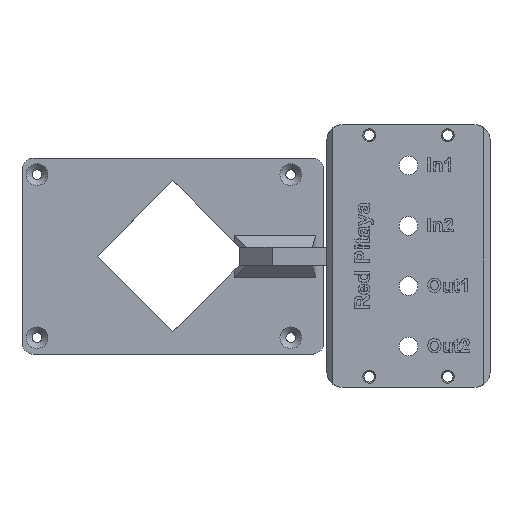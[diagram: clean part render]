
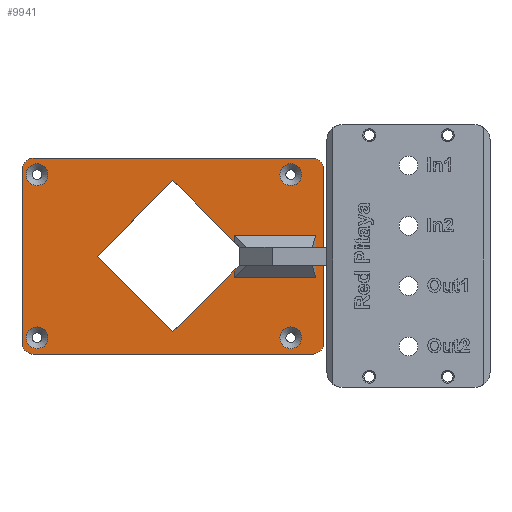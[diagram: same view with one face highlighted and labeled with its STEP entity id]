
A CAD part, top view. The second image highlights one B-rep face of the part: STEP entity #9941.
In plain terms, the highlighted planar face has unit normal (0, 0, 1).
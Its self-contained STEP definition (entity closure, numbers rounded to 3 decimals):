
#858=FACE_BOUND('',#1734,.T.);
#859=FACE_BOUND('',#1735,.T.);
#860=FACE_BOUND('',#1736,.T.);
#861=FACE_BOUND('',#1737,.T.);
#862=FACE_BOUND('',#1738,.T.);
#919=PLANE('',#10514);
#1176=FACE_OUTER_BOUND('',#1733,.T.);
#1733=EDGE_LOOP('',(#6852,#6853,#6854,#6855,#6856,#6857,#6858,#6859));
#1734=EDGE_LOOP('',(#6860));
#1735=EDGE_LOOP('',(#6861));
#1736=EDGE_LOOP('',(#6862,#6863,#6864,#6865,#6866,#6867,#6868,#6869,#6870));
#1737=EDGE_LOOP('',(#6871));
#1738=EDGE_LOOP('',(#6872));
#2351=LINE('',#12477,#3295);
#2352=LINE('',#12481,#3296);
#2353=LINE('',#12485,#3297);
#2354=LINE('',#12488,#3298);
#2355=LINE('',#12495,#3299);
#2356=LINE('',#12497,#3300);
#2357=LINE('',#12499,#3301);
#2358=LINE('',#12501,#3302);
#2359=LINE('',#12503,#3303);
#2360=LINE('',#12505,#3304);
#2361=LINE('',#12507,#3305);
#2362=LINE('',#12509,#3306);
#2363=LINE('',#12510,#3307);
#3295=VECTOR('',#10860,10.);
#3296=VECTOR('',#10863,10.);
#3297=VECTOR('',#10866,10.);
#3298=VECTOR('',#10869,10.);
#3299=VECTOR('',#10874,10.);
#3300=VECTOR('',#10875,10.);
#3301=VECTOR('',#10876,10.);
#3302=VECTOR('',#10877,10.);
#3303=VECTOR('',#10878,10.);
#3304=VECTOR('',#10879,10.);
#3305=VECTOR('',#10880,10.);
#3306=VECTOR('',#10881,10.);
#3307=VECTOR('',#10882,10.);
#4239=CIRCLE('',#10513,3.6);
#4240=CIRCLE('',#10515,4.);
#4241=CIRCLE('',#10516,4.);
#4242=CIRCLE('',#10517,4.);
#4243=CIRCLE('',#10518,4.);
#4244=CIRCLE('',#10519,3.6);
#4245=CIRCLE('',#10520,3.6);
#4246=CIRCLE('',#10521,3.6);
#4287=VERTEX_POINT('',#12469);
#4288=VERTEX_POINT('',#12473);
#4289=VERTEX_POINT('',#12474);
#4290=VERTEX_POINT('',#12476);
#4291=VERTEX_POINT('',#12478);
#4292=VERTEX_POINT('',#12480);
#4293=VERTEX_POINT('',#12482);
#4294=VERTEX_POINT('',#12484);
#4295=VERTEX_POINT('',#12486);
#4296=VERTEX_POINT('',#12489);
#4297=VERTEX_POINT('',#12491);
#4298=VERTEX_POINT('',#12493);
#4299=VERTEX_POINT('',#12494);
#4300=VERTEX_POINT('',#12496);
#4301=VERTEX_POINT('',#12498);
#4302=VERTEX_POINT('',#12500);
#4303=VERTEX_POINT('',#12502);
#4304=VERTEX_POINT('',#12504);
#4305=VERTEX_POINT('',#12506);
#4306=VERTEX_POINT('',#12508);
#4307=VERTEX_POINT('',#12511);
#5308=EDGE_CURVE('',#4287,#4287,#4239,.T.);
#5309=EDGE_CURVE('',#4288,#4289,#4240,.T.);
#5310=EDGE_CURVE('',#4288,#4290,#2351,.T.);
#5311=EDGE_CURVE('',#4291,#4290,#4241,.T.);
#5312=EDGE_CURVE('',#4291,#4292,#2352,.T.);
#5313=EDGE_CURVE('',#4293,#4292,#4242,.T.);
#5314=EDGE_CURVE('',#4293,#4294,#2353,.T.);
#5315=EDGE_CURVE('',#4295,#4294,#4243,.T.);
#5316=EDGE_CURVE('',#4295,#4289,#2354,.T.);
#5317=EDGE_CURVE('',#4296,#4296,#4244,.T.);
#5318=EDGE_CURVE('',#4297,#4297,#4245,.T.);
#5319=EDGE_CURVE('',#4298,#4299,#2355,.T.);
#5320=EDGE_CURVE('',#4300,#4299,#2356,.F.);
#5321=EDGE_CURVE('',#4300,#4301,#2357,.T.);
#5322=EDGE_CURVE('',#4301,#4302,#2358,.T.);
#5323=EDGE_CURVE('',#4302,#4303,#2359,.T.);
#5324=EDGE_CURVE('',#4303,#4304,#2360,.T.);
#5325=EDGE_CURVE('',#4305,#4304,#2361,.F.);
#5326=EDGE_CURVE('',#4305,#4306,#2362,.T.);
#5327=EDGE_CURVE('',#4298,#4306,#2363,.T.);
#5328=EDGE_CURVE('',#4307,#4307,#4246,.T.);
#6852=ORIENTED_EDGE('',*,*,#5309,.F.);
#6853=ORIENTED_EDGE('',*,*,#5310,.T.);
#6854=ORIENTED_EDGE('',*,*,#5311,.F.);
#6855=ORIENTED_EDGE('',*,*,#5312,.T.);
#6856=ORIENTED_EDGE('',*,*,#5313,.F.);
#6857=ORIENTED_EDGE('',*,*,#5314,.T.);
#6858=ORIENTED_EDGE('',*,*,#5315,.F.);
#6859=ORIENTED_EDGE('',*,*,#5316,.T.);
#6860=ORIENTED_EDGE('',*,*,#5317,.F.);
#6861=ORIENTED_EDGE('',*,*,#5318,.F.);
#6862=ORIENTED_EDGE('',*,*,#5319,.T.);
#6863=ORIENTED_EDGE('',*,*,#5320,.F.);
#6864=ORIENTED_EDGE('',*,*,#5321,.T.);
#6865=ORIENTED_EDGE('',*,*,#5322,.T.);
#6866=ORIENTED_EDGE('',*,*,#5323,.T.);
#6867=ORIENTED_EDGE('',*,*,#5324,.T.);
#6868=ORIENTED_EDGE('',*,*,#5325,.F.);
#6869=ORIENTED_EDGE('',*,*,#5326,.T.);
#6870=ORIENTED_EDGE('',*,*,#5327,.F.);
#6871=ORIENTED_EDGE('',*,*,#5328,.F.);
#6872=ORIENTED_EDGE('',*,*,#5308,.F.);
#9941=ADVANCED_FACE('',(#1176,#858,#859,#860,#861,#862),#919,.F.);
#10513=AXIS2_PLACEMENT_3D('',#12471,#10854,#10855);
#10514=AXIS2_PLACEMENT_3D('',#12472,#10856,#10857);
#10515=AXIS2_PLACEMENT_3D('',#12475,#10858,#10859);
#10516=AXIS2_PLACEMENT_3D('',#12479,#10861,#10862);
#10517=AXIS2_PLACEMENT_3D('',#12483,#10864,#10865);
#10518=AXIS2_PLACEMENT_3D('',#12487,#10867,#10868);
#10519=AXIS2_PLACEMENT_3D('',#12490,#10870,#10871);
#10520=AXIS2_PLACEMENT_3D('',#12492,#10872,#10873);
#10521=AXIS2_PLACEMENT_3D('',#12512,#10883,#10884);
#10854=DIRECTION('center_axis',(0.,0.,
1.));
#10855=DIRECTION('ref_axis',(-1.,0.,0.));
#10856=DIRECTION('center_axis',(0.,0.,
-1.));
#10857=DIRECTION('ref_axis',(-1.,0.,0.));
#10858=DIRECTION('center_axis',(0.,0.,
-1.));
#10859=DIRECTION('ref_axis',(-0.707,-0.707,0.));
#10860=DIRECTION('',(1.,0.,0.));
#10861=DIRECTION('center_axis',(0.,0.,
-1.));
#10862=DIRECTION('ref_axis',(0.707,-0.707,0.));
#10863=DIRECTION('',(0.,1.,0.));
#10864=DIRECTION('center_axis',(0.,0.,
-1.));
#10865=DIRECTION('ref_axis',(0.707,0.707,0.));
#10866=DIRECTION('',(-1.,0.,0.));
#10867=DIRECTION('center_axis',(0.,0.,
-1.));
#10868=DIRECTION('ref_axis',(-0.707,0.707,0.));
#10869=DIRECTION('',(0.,-1.,0.));
#10870=DIRECTION('center_axis',(0.,0.,
1.));
#10871=DIRECTION('ref_axis',(-1.,0.,0.));
#10872=DIRECTION('center_axis',(0.,0.,
1.));
#10873=DIRECTION('ref_axis',(-1.,0.,0.));
#10874=DIRECTION('',(-1.,0.,0.));
#10875=DIRECTION('',(0.,1.,0.));
#10876=DIRECTION('',(-0.707,-0.707,0.));
#10877=DIRECTION('',(-0.707,0.707,0.));
#10878=DIRECTION('',(0.707,0.707,0.));
#10879=DIRECTION('',(0.707,-0.707,0.));
#10880=DIRECTION('',(0.,1.,0.));
#10881=DIRECTION('',(1.,0.,0.));
#10882=DIRECTION('',(0.,1.,0.));
#10883=DIRECTION('center_axis',(0.,0.,
1.));
#10884=DIRECTION('ref_axis',(-1.,0.,0.));
#12469=CARTESIAN_POINT('',(-91.8,17.5,-36.8));
#12471=CARTESIAN_POINT('Origin',(-95.4,17.5,-36.8));
#12472=CARTESIAN_POINT('Origin',(-50.4,44.5,-36.8));
#12473=CARTESIAN_POINT('',(-96.4,12.,-36.8));
#12474=CARTESIAN_POINT('',(-100.4,16.,-36.8));
#12475=CARTESIAN_POINT('Origin',(-96.4,16.,-36.8));
#12476=CARTESIAN_POINT('',(-4.4,12.,-36.8));
#12477=CARTESIAN_POINT('',(-100.4,12.,-36.8));
#12478=CARTESIAN_POINT('',(-0.4,16.,-36.8));
#12479=CARTESIAN_POINT('Origin',(-4.4,16.,-36.8));
#12480=CARTESIAN_POINT('',(-0.4,73.,-36.8));
#12481=CARTESIAN_POINT('',(-0.4,12.,-36.8));
#12482=CARTESIAN_POINT('',(-4.4,77.,-36.8));
#12483=CARTESIAN_POINT('Origin',(-4.4,73.,-36.8));
#12484=CARTESIAN_POINT('',(-96.4,77.,-36.8));
#12485=CARTESIAN_POINT('',(-0.4,77.,-36.8));
#12486=CARTESIAN_POINT('',(-100.4,73.,-36.8));
#12487=CARTESIAN_POINT('Origin',(-96.4,73.,-36.8));
#12488=CARTESIAN_POINT('',(-100.4,77.,-36.8));
#12489=CARTESIAN_POINT('',(-7.8,17.5,-36.8));
#12490=CARTESIAN_POINT('Origin',(-11.4,17.5,-36.8));
#12491=CARTESIAN_POINT('',(-91.8,71.5,-36.8));
#12492=CARTESIAN_POINT('Origin',(-95.4,71.5,-36.8));
#12493=CARTESIAN_POINT('',(-3.1,37.5,-36.8));
#12494=CARTESIAN_POINT('',(-29.951,37.5,-36.8));
#12495=CARTESIAN_POINT('',(-25.242,37.5,-36.8));
#12496=CARTESIAN_POINT('',(-29.951,39.949,-36.8));
#12497=CARTESIAN_POINT('',(-29.951,40.776,-36.8));
#12498=CARTESIAN_POINT('',(-50.4,19.5,-36.8));
#12499=CARTESIAN_POINT('',(-44.15,25.75,-36.8));
#12500=CARTESIAN_POINT('',(-75.4,44.5,-36.8));
#12501=CARTESIAN_POINT('',(-69.15,38.25,-36.8));
#12502=CARTESIAN_POINT('',(-50.4,69.5,-36.8));
#12503=CARTESIAN_POINT('',(-56.65,63.25,-36.8));
#12504=CARTESIAN_POINT('',(-29.951,49.051,-36.8));
#12505=CARTESIAN_POINT('',(-31.65,50.75,-36.8));
#12506=CARTESIAN_POINT('',(-29.951,51.5,-36.8));
#12507=CARTESIAN_POINT('',(-29.951,45.724,-36.8));
#12508=CARTESIAN_POINT('',(-3.1,51.5,-36.8));
#12509=CARTESIAN_POINT('',(-35.242,51.5,-36.8));
#12510=CARTESIAN_POINT('',(-3.1,46.,-36.8));
#12511=CARTESIAN_POINT('',(-7.8,71.5,-36.8));
#12512=CARTESIAN_POINT('Origin',(-11.4,71.5,-36.8));
